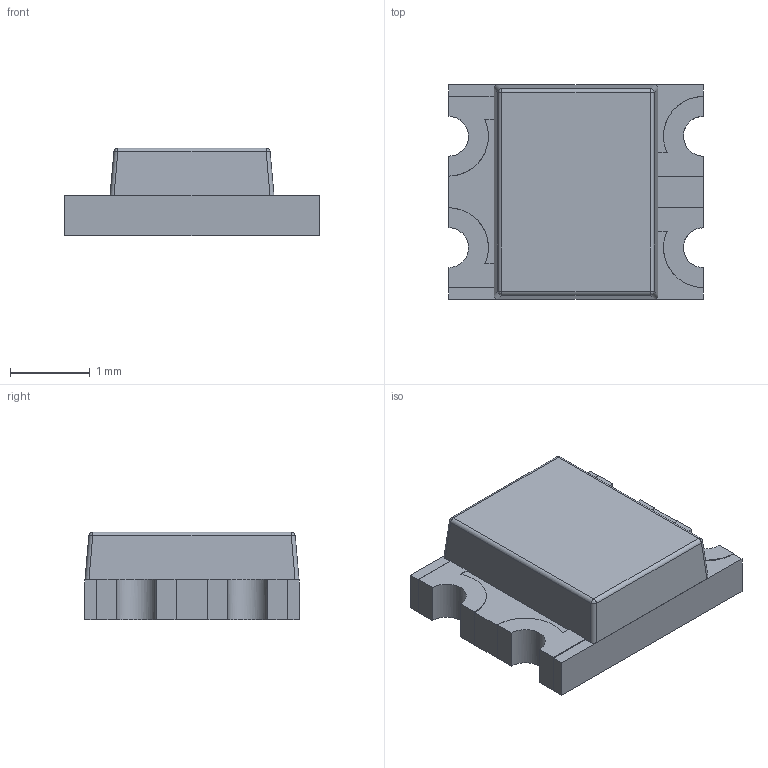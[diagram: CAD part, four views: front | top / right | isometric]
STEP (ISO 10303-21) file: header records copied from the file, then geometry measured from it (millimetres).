
FILE_DESCRIPTION (( 'STEP AP214' ), '1' );
FILE_NAME ('User Library-HSMF-C15.STEP', '2020-11-05T00:13:29', ( '' ), ( '' ), 'SwSTEP 2.0', 'SolidWorks 2020', '' );
FILE_SCHEMA (( 'AUTOMOTIVE_DESIGN' ));
Length unit declared in the file: millimetre
Products named in the file (1): User Library-HSMF-C15
Bounding box: 3.2 x 2.7 x 1.1 mm (x, y, z)
Volume: 7.3 mm3; surface area: 28.3 mm2
Topology: 1 solids, 1 shells, 111 faces, 298 edges, 190 vertices
Faces by surface type: plane 87, cylinder 20, bspline 4
Entity records: 4166 total; most frequent: CARTESIAN_POINT 871, ORIENTED_EDGE 596, DIRECTION 485, EDGE_CURVE 298, VECTOR 249, LINE 249, VERTEX_POINT 190, AXIS2_PLACEMENT_3D 118
